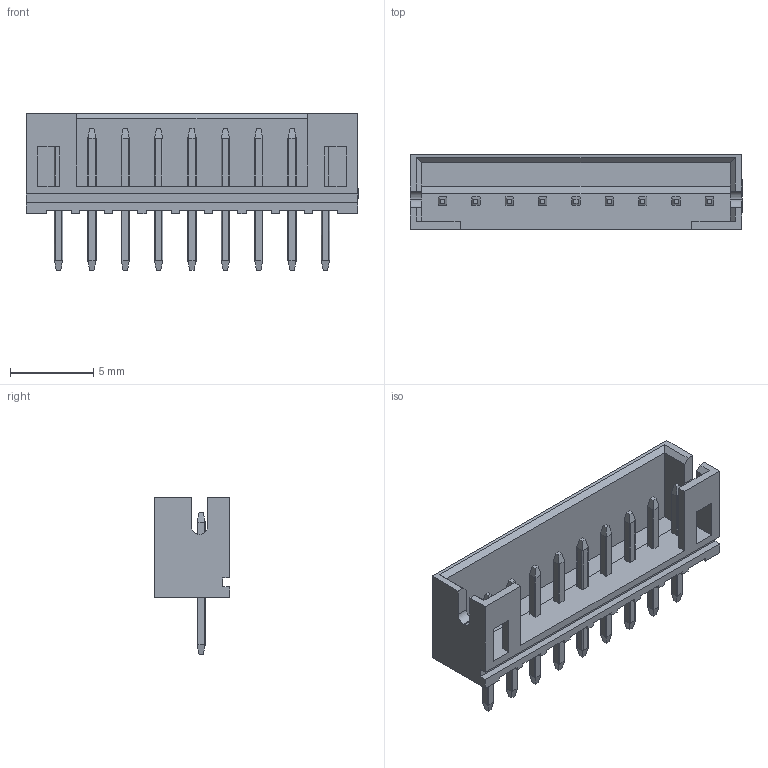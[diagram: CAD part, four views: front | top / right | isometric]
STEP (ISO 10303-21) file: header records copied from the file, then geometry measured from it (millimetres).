
FILE_DESCRIPTION (( 'STEP AP214' ), '1' );
FILE_NAME ('CONN-TH_2P-P2.00_HX-2.0MM-2P-ZZ.STEP', '2025-10-28T10:03:09', ( '' ), ( '' ), 'SwSTEP 2.0', 'SolidWorks 2021', '' );
FILE_SCHEMA (( 'AUTOMOTIVE_DESIGN' ));
Length unit declared in the file: millimetre
Products named in the file (1): CONN-TH_2P-P2.00_HX-2.0MM-2P-ZZ
Bounding box: 19.9 x 4.5 x 9.4 mm (x, y, z)
Volume: 196.9 mm3; surface area: 696.3 mm2
Topology: 1 solids, 1 shells, 535 faces, 1492 edges, 994 vertices
Faces by surface type: plane 361, bspline 98, cylinder 76
Entity records: 23409 total; most frequent: CARTESIAN_POINT 4760, ORIENTED_EDGE 2984, DIRECTION 2104, EDGE_CURVE 1492, VECTOR 1068, LINE 1068, VERTEX_POINT 994, EDGE_LOOP 574
